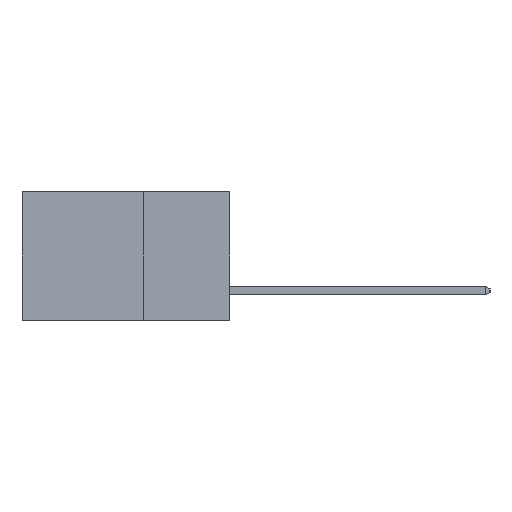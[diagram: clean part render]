
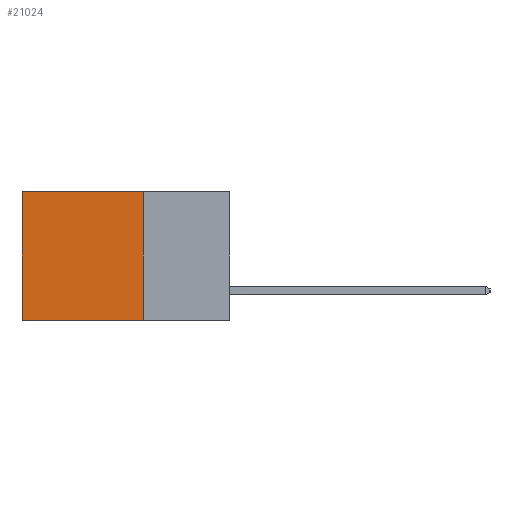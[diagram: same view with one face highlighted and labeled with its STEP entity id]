
A CAD part, left-side view. The second image highlights one B-rep face of the part: STEP entity #21024.
In plain terms, the highlighted planar face has unit normal (-1, 0, 0).
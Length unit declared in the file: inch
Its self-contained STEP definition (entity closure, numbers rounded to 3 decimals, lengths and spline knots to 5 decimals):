
#688 = ORIENTED_EDGE ( 'NONE', *, *, #11522, .F. ) ;
#706 = CARTESIAN_POINT ( 'NONE',  ( 0.298, 0.6, -0.37 ) ) ;
#1882 = VERTEX_POINT ( 'NONE', #3247 ) ;
#2082 = DIRECTION ( 'NONE',  ( 0., 1., 0. ) ) ;
#2383 = DIRECTION ( 'NONE',  ( 0., 0., -1. ) ) ;
#2626 = AXIS2_PLACEMENT_3D ( 'NONE', #11916, #13620, #3293 ) ;
#2696 = VECTOR ( 'NONE', #16972, 39.37008 ) ;
#2860 = LINE ( 'NONE', #15777, #11517 ) ;
#3106 = VERTEX_POINT ( 'NONE', #15562 ) ;
#3247 = CARTESIAN_POINT ( 'NONE',  ( 0.298, 0.25, 0. ) ) ;
#3293 = DIRECTION ( 'NONE',  ( 0., 0., -1. ) ) ;
#3459 = CARTESIAN_POINT ( 'NONE',  ( 0.298, 0.25, 0. ) ) ;
#3504 = EDGE_CURVE ( 'NONE', #7858, #14331, #16314, .T. ) ;
#3529 = DIRECTION ( 'NONE',  ( 0., 0., -1. ) ) ;
#7302 = VECTOR ( 'NONE', #2383, 39.37008 ) ;
#7858 = VERTEX_POINT ( 'NONE', #21877 ) ;
#8044 = EDGE_CURVE ( 'NONE', #1882, #7858, #2860, .T. ) ;
#9086 = EDGE_LOOP ( 'NONE', ( #19449, #688, #15156, #10990 ) ) ;
#9440 = CARTESIAN_POINT ( 'NONE',  ( 0.298, 0.6, 0. ) ) ;
#10159 = PLANE ( 'NONE',  #2626 ) ;
#10293 = CARTESIAN_POINT ( 'NONE',  ( 0.298, 0.25, -0.37 ) ) ;
#10990 = ORIENTED_EDGE ( 'NONE', *, *, #8044, .T. ) ;
#11517 = VECTOR ( 'NONE', #2082, 39.37008 ) ;
#11522 = EDGE_CURVE ( 'NONE', #3106, #14331, #19632, .T. ) ;
#11916 = CARTESIAN_POINT ( 'NONE',  ( 0.298, 0.25, 0. ) ) ;
#12248 = EDGE_CURVE ( 'NONE', #1882, #3106, #19594, .T. ) ;
#12697 = FACE_OUTER_BOUND ( 'NONE', #9086, .T. ) ;
#13620 = DIRECTION ( 'NONE',  ( 1., 0., 0. ) ) ;
#14331 = VERTEX_POINT ( 'NONE', #706 ) ;
#15156 = ORIENTED_EDGE ( 'NONE', *, *, #12248, .F. ) ;
#15245 = VECTOR ( 'NONE', #3529, 39.37008 ) ;
#15562 = CARTESIAN_POINT ( 'NONE',  ( 0.298, 0.25, -0.37 ) ) ;
#15777 = CARTESIAN_POINT ( 'NONE',  ( 0.298, 0.25, 0. ) ) ;
#16314 = LINE ( 'NONE', #9440, #7302 ) ;
#16972 = DIRECTION ( 'NONE',  ( 0., 1., 0. ) ) ;
#19449 = ORIENTED_EDGE ( 'NONE', *, *, #3504, .T. ) ;
#19594 = LINE ( 'NONE', #3459, #15245 ) ;
#19632 = LINE ( 'NONE', #10293, #2696 ) ;
#21024 = ADVANCED_FACE ( 'NONE', ( #12697 ), #10159, .F. ) ;
#21877 = CARTESIAN_POINT ( 'NONE',  ( 0.298, 0.6, 0. ) ) ;
